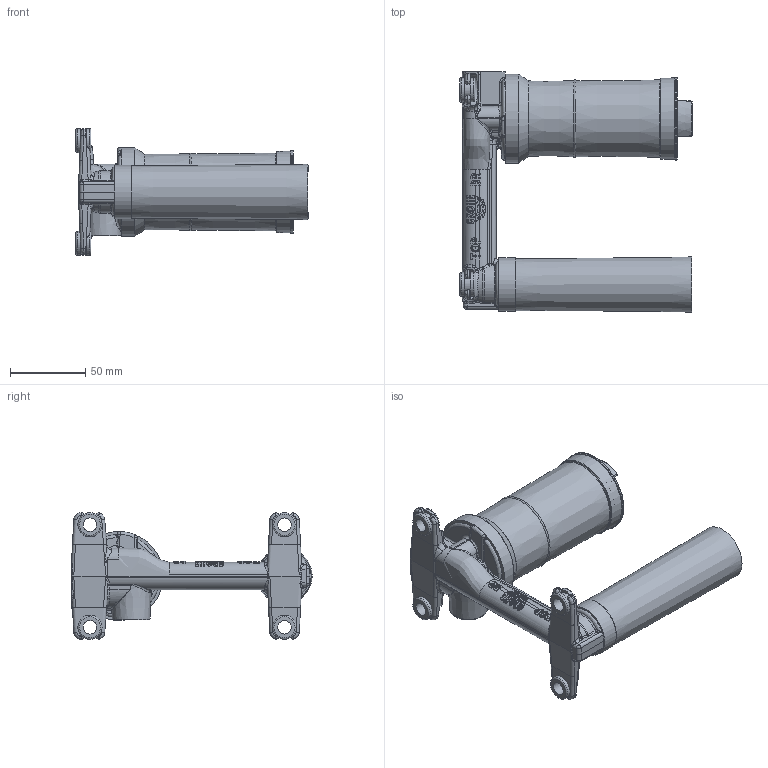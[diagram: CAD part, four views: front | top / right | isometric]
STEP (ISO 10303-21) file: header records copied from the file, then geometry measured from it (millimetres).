
FILE_DESCRIPTION(/* description */ ('Unknown'),/* implementation_level */ '2;1');
FILE_NAME(/* name */ '23571000',/* time_stamp */ '2022-08-26T09:21:07+02:00',/* author */ ('Unknown'),/* organization */ ('GROHE AG'),/* preprocessor_version */ 'ST-DEVELOPER v16.7',/* originating_system */ 'DEX',/* authorisation */ $);
FILE_SCHEMA (('AUTOMOTIVE_DESIGN {1 0 10303 214 3 1 1}'));
Length unit declared in the file: millimetre
Products named in the file (9): 23571000; 23571000_0; 23571000_1; 23571000_2; 23571000_3; 23571000_4; 23571000_5; 23571000_6
Assembly tree (8 placements, depth 2):
  23571000
    23571000
    23571000_0
    23571000_1
    23571000_2
    23571000_3
    23571000_4
    23571000_5
    23571000_6
Bounding box: 154 x 159.32 x 84 mm (x, y, z)
Volume: 181196.4 mm3; surface area: 132404.3 mm2
Topology: 8 solids, 11 shells, 884 faces, 2230 edges, 1363 vertices
Faces by surface type: cylinder 303, plane 234, bspline 225, torus 48, cone 44, sphere 30
Full cylindrical faces by diameter (mm): 2.607 x1, 9 x4, 10 x4, 10.2 x1, 10.8 x2, 12 x4, 13.5 x2, 16 x8, 18.631 x6, 26.5 x1, 26.917 x1, 28 x1, 29.1 x1, 34.55 x1, 35.309 x1, 35.4 x1, 40 x2, 50.376 x2, 51.9 x4, 52 x1, 52.1 x1, 55 x2, 59 x1
Entity records: 35266 total; most frequent: CARTESIAN_POINT 10840, ORIENTED_EDGE 4048, DIRECTION 3649, EDGE_CURVE 2024, AXIS2_PLACEMENT_3D 1527, VERTEX_POINT 1312, FACE_BOUND 1038, EDGE_LOOP 1035
